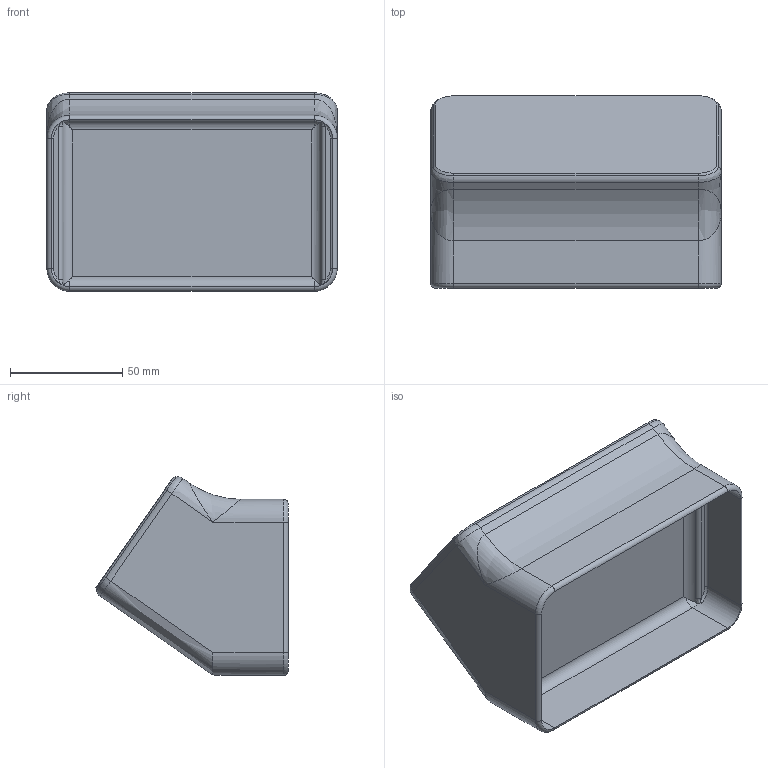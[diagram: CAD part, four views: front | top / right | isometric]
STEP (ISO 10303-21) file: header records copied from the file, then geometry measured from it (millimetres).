
FILE_DESCRIPTION(/* description */ (''),/* implementation_level */ '2;1');
FILE_NAME(/* name */ 'trmnl_mini_stand_up.step',/* time_stamp */ '2025-11-15T12:12:29+01:00',/* author */ (''),/* organization */ (''),/* preprocessor_version */ 'ST-DEVELOPER v20.1',/* originating_system */ 'Autodesk Translation Framework v14.17.0.0',/* authorisation */ '');
FILE_SCHEMA (('AUTOMOTIVE_DESIGN { 1 0 10303 214 3 1 1 }'));
Length unit declared in the file: millimetre
Products named in the file (2): 2025-10-30-22-22-38-432; 2025-11-15-11-59-34-534
Assembly tree (1 placements, depth 2):
  2025-10-30-22-22-38-432
    2025-11-15-11-59-34-534
Bounding box: 129.4 x 85.67 x 88.5 mm (x, y, z)
Volume: 446857.1 mm3; surface area: 55821.1 mm2
Topology: 1 solids, 1 shells, 78 faces, 182 edges, 103 vertices
Faces by surface type: cylinder 27, bspline 25, plane 18, torus 8
Entity records: 2992 total; most frequent: CARTESIAN_POINT 1336, ORIENTED_EDGE 358, DIRECTION 295, EDGE_CURVE 179, AXIS2_PLACEMENT_3D 112, VERTEX_POINT 103, FACE_OUTER_BOUND 78, EDGE_LOOP 78
